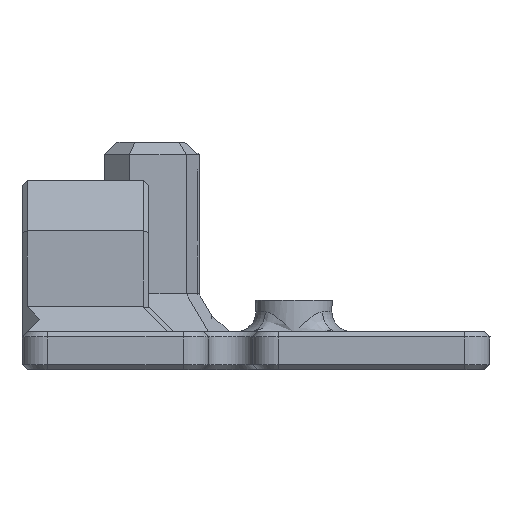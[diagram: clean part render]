
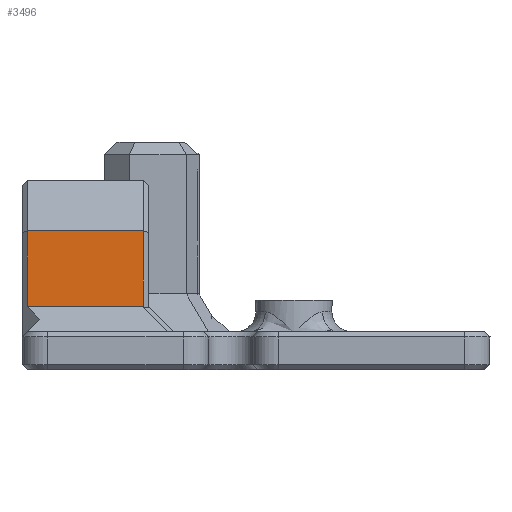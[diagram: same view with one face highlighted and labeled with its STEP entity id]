
A CAD part, left-side view. The second image highlights one B-rep face of the part: STEP entity #3496.
In plain terms, the highlighted planar face has unit normal (-1, 0, 0).
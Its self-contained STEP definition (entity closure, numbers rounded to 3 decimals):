
#103=LINE('',#5215,#485);
#108=LINE('',#5224,#490);
#120=LINE('',#5247,#502);
#124=LINE('',#5255,#506);
#125=LINE('',#5256,#507);
#485=VECTOR('',#4082,10.);
#490=VECTOR('',#4089,10.);
#502=VECTOR('',#4109,10.);
#506=VECTOR('',#4115,10.);
#507=VECTOR('',#4116,10.);
#863=PLANE('',#3725);
#1006=FACE_OUTER_BOUND('',#1217,.T.);
#1217=EDGE_LOOP('',(#2467,#2468,#2469,#2470,#2471));
#1579=VERTEX_POINT('',#5208);
#1581=VERTEX_POINT('',#5214);
#1584=VERTEX_POINT('',#5223);
#1591=VERTEX_POINT('',#5246);
#1594=VERTEX_POINT('',#5254);
#1902=EDGE_CURVE('',#1579,#1581,#103,.T.);
#1907=EDGE_CURVE('',#1581,#1584,#108,.T.);
#1919=EDGE_CURVE('',#1584,#1591,#120,.T.);
#1923=EDGE_CURVE('',#1594,#1579,#124,.T.);
#1924=EDGE_CURVE('',#1591,#1594,#125,.T.);
#2467=ORIENTED_EDGE('',*,*,#1902,.F.);
#2468=ORIENTED_EDGE('',*,*,#1923,.F.);
#2469=ORIENTED_EDGE('',*,*,#1924,.F.);
#2470=ORIENTED_EDGE('',*,*,#1919,.F.);
#2471=ORIENTED_EDGE('',*,*,#1907,.F.);
#3496=ADVANCED_FACE('',(#1006),#863,.T.);
#3725=AXIS2_PLACEMENT_3D('',#5253,#4113,#4114);
#4082=DIRECTION('',(0.,0.,-1.));
#4089=DIRECTION('',(0.,0.894,0.447));
#4109=DIRECTION('',(0.,1.,0.));
#4113=DIRECTION('center_axis',(-1.,0.,0.));
#4114=DIRECTION('ref_axis',(0.,-1.,0.));
#4115=DIRECTION('',(0.,-1.,0.));
#4116=DIRECTION('',(0.,0.,1.));
#5208=CARTESIAN_POINT('',(-6.999,97.153,30.761));
#5214=CARTESIAN_POINT('',(-6.999,97.153,24.716));
#5215=CARTESIAN_POINT('',(-6.999,97.153,22.761));
#5223=CARTESIAN_POINT('',(-6.999,97.243,24.761));
#5224=CARTESIAN_POINT('',(-6.999,100.476,26.377));
#5246=CARTESIAN_POINT('',(-6.999,106.353,24.761));
#5247=CARTESIAN_POINT('',(-6.999,97.503,24.761));
#5253=CARTESIAN_POINT('Origin',(-6.999,106.753,22.761));
#5254=CARTESIAN_POINT('',(-6.999,106.353,30.761));
#5255=CARTESIAN_POINT('',(-6.999,104.253,30.761));
#5256=CARTESIAN_POINT('',(-6.999,106.353,22.761));
